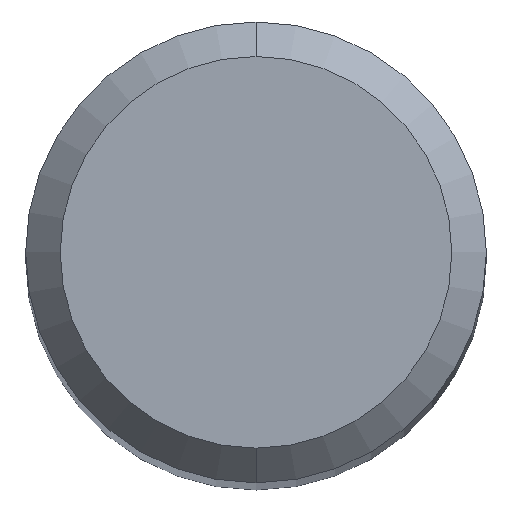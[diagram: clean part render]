
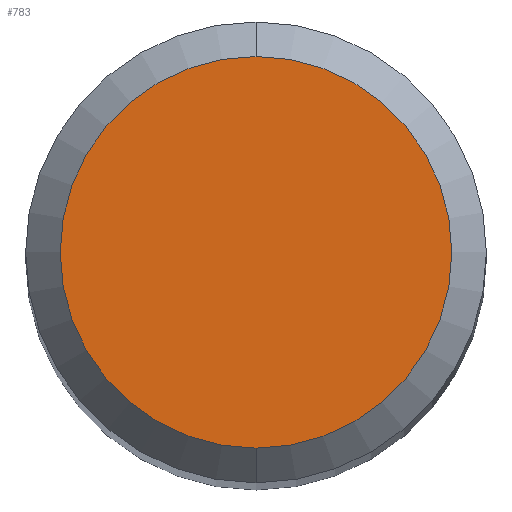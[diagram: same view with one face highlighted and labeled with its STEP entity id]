
A CAD part, top view. The second image highlights one B-rep face of the part: STEP entity #783.
In plain terms, the highlighted planar face has unit normal (0, 0, 1).
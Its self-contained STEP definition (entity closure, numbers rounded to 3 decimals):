
#361=EDGE_CURVE('',#425,#847,#1025,.T.);
#425=VERTEX_POINT('',#1094);
#769=EDGE_CURVE('',#847,#425,#1462,.T.);
#783=ADVANCED_FACE('',(#1479),#1480,.T.);
#847=VERTEX_POINT('',#1550);
#1025=CIRCLE('',#1741,1.7);
#1094=CARTESIAN_POINT('',(0.0,1.7,0.0));
#1462=CIRCLE('',#3405,1.7);
#1479=FACE_OUTER_BOUND('',#3433,.T.);
#1480=PLANE('',#3434);
#1550=CARTESIAN_POINT('',(0.,-1.7,0.0));
#1741=AXIS2_PLACEMENT_3D('',#4416,#4417,#4418);
#3405=AXIS2_PLACEMENT_3D('',#4840,#4841,#4842);
#3433=EDGE_LOOP('',(#4875,#4876));
#3434=AXIS2_PLACEMENT_3D('',#4877,#4878,#4879);
#4416=CARTESIAN_POINT('',(0.0,0.0,0.0));
#4417=DIRECTION('',(0.0,0.0,-1.0));
#4418=DIRECTION('',(0.0,1.0,0.0));
#4840=CARTESIAN_POINT('',(0.0,0.0,0.0));
#4841=DIRECTION('',(0.0,0.0,-1.0));
#4842=DIRECTION('',(0.0,1.0,0.0));
#4875=ORIENTED_EDGE('',*,*,#361,.F.);
#4876=ORIENTED_EDGE('',*,*,#769,.F.);
#4877=CARTESIAN_POINT('',(0.0,0.85,0.0));
#4878=DIRECTION('',(-0.0,0.0,1.0));
#4879=DIRECTION('',(0.0,-1.0,0.0));
